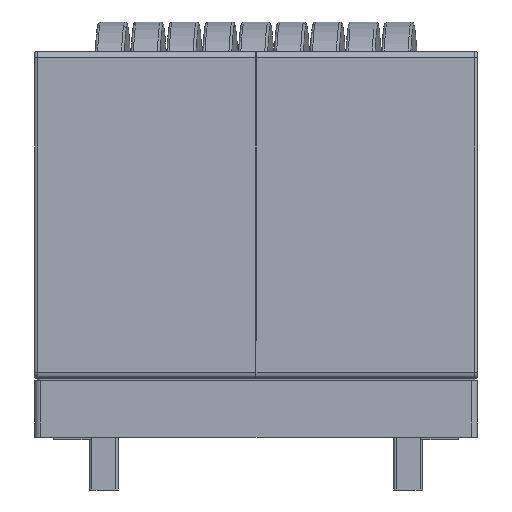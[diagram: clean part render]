
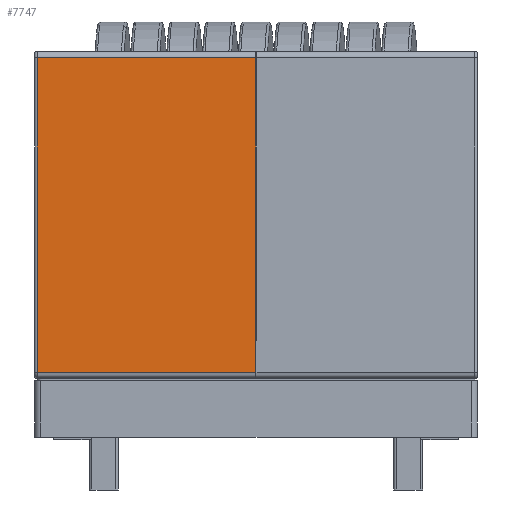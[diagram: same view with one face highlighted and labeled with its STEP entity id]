
A CAD part, left-side view. The second image highlights one B-rep face of the part: STEP entity #7747.
In plain terms, the highlighted face is planar.
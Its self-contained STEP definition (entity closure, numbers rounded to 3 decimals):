
#1852=ORIENTED_EDGE('',*,*,#3802,.T.);
#1853=ORIENTED_EDGE('',*,*,#3803,.T.);
#1854=ORIENTED_EDGE('',*,*,#3804,.T.);
#1855=ORIENTED_EDGE('',*,*,#3790,.F.);
#3790=EDGE_CURVE('',#4801,#4802,#5522,.T.);
#3802=EDGE_CURVE('',#4801,#4810,#5524,.F.);
#3803=EDGE_CURVE('',#4810,#4811,#5525,.T.);
#3804=EDGE_CURVE('',#4811,#4802,#5526,.T.);
#4801=VERTEX_POINT('',#21730);
#4802=VERTEX_POINT('',#21732);
#4810=VERTEX_POINT('',#21754);
#4811=VERTEX_POINT('',#21756);
#5522=LINE('',#21731,#6032);
#5524=LINE('',#21753,#6034);
#5525=LINE('',#21755,#6035);
#5526=LINE('',#21757,#6036);
#6032=VECTOR('',#11432,1000.);
#6034=VECTOR('',#11458,1000.);
#6035=VECTOR('',#11459,1000.);
#6036=VECTOR('',#11460,1000.);
#6486=EDGE_LOOP('',(#1852,#1853,#1854,#1855));
#7000=FACE_BOUND('',#6486,.T.);
#7450=PLANE('',#10534);
#7747=ADVANCED_FACE('',(#7000),#7450,.T.);
#10534=AXIS2_PLACEMENT_3D('',#21752,#11456,#11457);
#11432=DIRECTION('',(0.,-1.,0.));
#11456=DIRECTION('',(1.,0.,0.));
#11457=DIRECTION('',(0.,1.,0.));
#11458=DIRECTION('',(0.,0.,-1.));
#11459=DIRECTION('',(0.,-1.,0.));
#11460=DIRECTION('',(0.,0.,-1.));
#21730=CARTESIAN_POINT('',(18.,12.5,-8.8));
#21731=CARTESIAN_POINT('',(18.,13.,-8.8));
#21732=CARTESIAN_POINT('',(18.,-12.5,-8.8));
#21752=CARTESIAN_POINT('',(18.,13.,8.8));
#21753=CARTESIAN_POINT('',(18.,12.5,8.8));
#21754=CARTESIAN_POINT('',(18.,12.5,8.6));
#21755=CARTESIAN_POINT('',(18.,-12.5,8.6));
#21756=CARTESIAN_POINT('',(18.,-12.5,8.6));
#21757=CARTESIAN_POINT('',(18.,-12.5,8.8));
